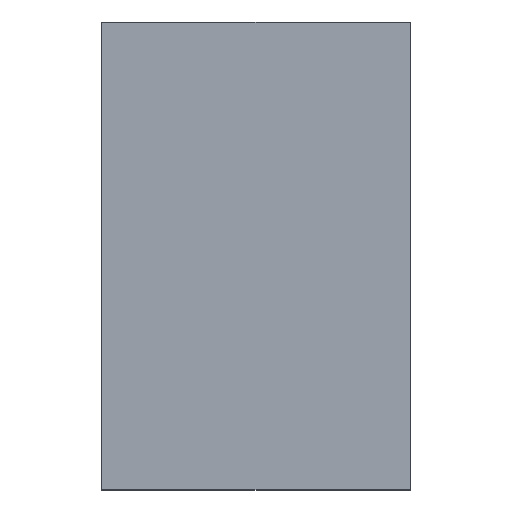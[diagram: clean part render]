
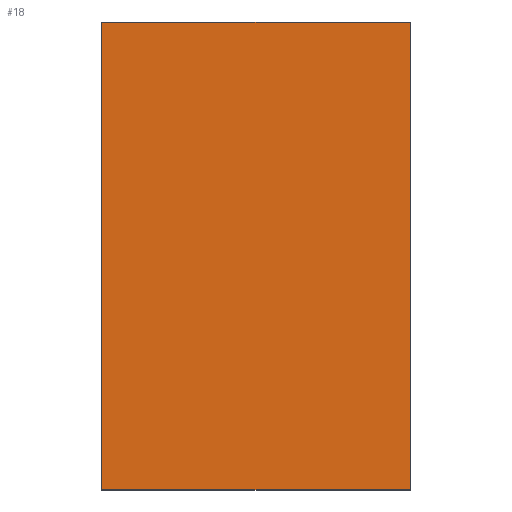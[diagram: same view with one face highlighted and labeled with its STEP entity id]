
A CAD part, top view. The second image highlights one B-rep face of the part: STEP entity #18.
In plain terms, the highlighted planar face has unit normal (0, 0, 1).
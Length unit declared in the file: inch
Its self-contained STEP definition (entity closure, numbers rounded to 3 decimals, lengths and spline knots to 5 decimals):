
#4 = VECTOR ( 'NONE', #201, 39.37008 ) ;
#6 = DIRECTION ( 'NONE',  ( 0., 0., -1. ) ) ;
#8 = CARTESIAN_POINT ( 'NONE',  ( -0.78465, -1.19, 0.005 ) ) ;
#9 = DIRECTION ( 'NONE',  ( 0., -1., 0. ) ) ;
#18 = ADVANCED_FACE ( 'NONE', ( #179 ), #180, .F. ) ;
#40 = DIRECTION ( 'NONE',  ( -1., 0., 0. ) ) ;
#42 = CARTESIAN_POINT ( 'NONE',  ( 0.78465, -1.19, 0.005 ) ) ;
#44 = CARTESIAN_POINT ( 'NONE',  ( -0.78465, 1.19, 0.005 ) ) ;
#50 = LINE ( 'NONE', #204, #4 ) ;
#51 = LINE ( 'NONE', #127, #177 ) ;
#54 = EDGE_CURVE ( 'NONE', #61, #188, #50, .T. ) ;
#57 = VECTOR ( 'NONE', #93, 39.37008 ) ;
#58 = DIRECTION ( 'NONE',  ( 0., 1., 0. ) ) ;
#61 = VERTEX_POINT ( 'NONE', #8 ) ;
#68 = VERTEX_POINT ( 'NONE', #44 ) ;
#72 = ORIENTED_EDGE ( 'NONE', *, *, #182, .T. ) ;
#81 = CARTESIAN_POINT ( 'NONE',  ( 0.78465, 1.19, 0.005 ) ) ;
#87 = ORIENTED_EDGE ( 'NONE', *, *, #90, .T. ) ;
#90 = EDGE_CURVE ( 'NONE', #188, #202, #105, .T. ) ;
#93 = DIRECTION ( 'NONE',  ( -1., 0., 0. ) ) ;
#105 = LINE ( 'NONE', #205, #175 ) ;
#106 = ORIENTED_EDGE ( 'NONE', *, *, #140, .T. ) ;
#118 = ORIENTED_EDGE ( 'NONE', *, *, #54, .T. ) ;
#127 = CARTESIAN_POINT ( 'NONE',  ( -0.78465, -1.19, 0.005 ) ) ;
#132 = LINE ( 'NONE', #137, #57 ) ;
#137 = CARTESIAN_POINT ( 'NONE',  ( -0.78465, 1.19, 0.005 ) ) ;
#140 = EDGE_CURVE ( 'NONE', #202, #68, #132, .T. ) ;
#143 = AXIS2_PLACEMENT_3D ( 'NONE', #203, #6, #40 ) ;
#160 = EDGE_LOOP ( 'NONE', ( #87, #106, #72, #118 ) ) ;
#175 = VECTOR ( 'NONE', #58, 39.37008 ) ;
#177 = VECTOR ( 'NONE', #9, 39.37008 ) ;
#179 = FACE_OUTER_BOUND ( 'NONE', #160, .T. ) ;
#180 = PLANE ( 'NONE',  #143 ) ;
#182 = EDGE_CURVE ( 'NONE', #68, #61, #51, .T. ) ;
#188 = VERTEX_POINT ( 'NONE', #42 ) ;
#201 = DIRECTION ( 'NONE',  ( 1., 0., 0. ) ) ;
#202 = VERTEX_POINT ( 'NONE', #81 ) ;
#203 = CARTESIAN_POINT ( 'NONE',  ( 0., 0., 0.005 ) ) ;
#204 = CARTESIAN_POINT ( 'NONE',  ( -0.78465, -1.19, 0.005 ) ) ;
#205 = CARTESIAN_POINT ( 'NONE',  ( 0.78465, -1.19, 0.005 ) ) ;
